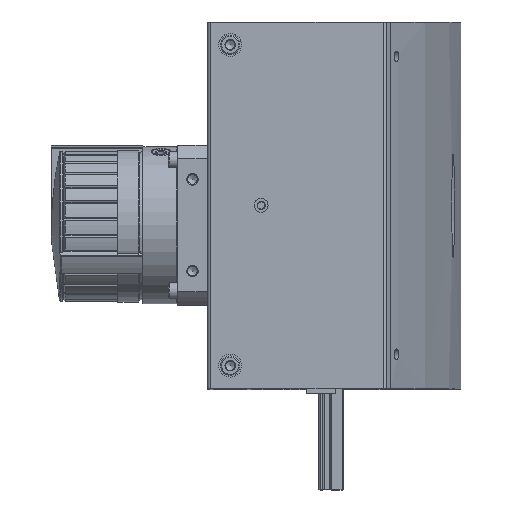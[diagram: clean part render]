
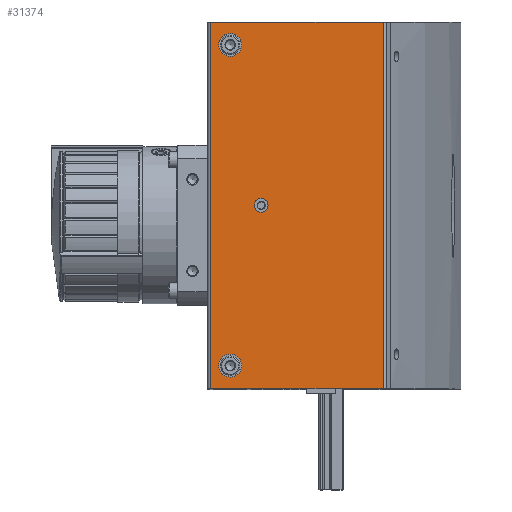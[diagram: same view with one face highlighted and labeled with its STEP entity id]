
A CAD part, top view. The second image highlights one B-rep face of the part: STEP entity #31374.
In plain terms, the highlighted face is planar.
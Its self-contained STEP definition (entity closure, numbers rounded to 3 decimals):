
#1668=PLANE('',#35282);
#3075=CIRCLE('',#35283,3.);
#3076=CIRCLE('',#35284,5.);
#3077=CIRCLE('',#35285,5.);
#11634=ORIENTED_EDGE('',*,*,#16056,.F.);
#11635=ORIENTED_EDGE('',*,*,#16057,.F.);
#11636=ORIENTED_EDGE('',*,*,#16058,.F.);
#11637=ORIENTED_EDGE('',*,*,#16059,.T.);
#11638=ORIENTED_EDGE('',*,*,#16060,.F.);
#11639=ORIENTED_EDGE('',*,*,#16061,.F.);
#11640=ORIENTED_EDGE('',*,*,#16054,.T.);
#16054=EDGE_CURVE('',#19096,#19095,#21497,.T.);
#16056=EDGE_CURVE('',#19097,#19097,#3075,.T.);
#16057=EDGE_CURVE('',#19098,#19098,#3076,.T.);
#16058=EDGE_CURVE('',#19099,#19099,#3077,.T.);
#16059=EDGE_CURVE('',#19095,#19100,#21498,.T.);
#16060=EDGE_CURVE('',#19101,#19100,#21499,.T.);
#16061=EDGE_CURVE('',#19096,#19101,#21500,.T.);
#19095=VERTEX_POINT('',#54837);
#19096=VERTEX_POINT('',#54839);
#19097=VERTEX_POINT('',#54843);
#19098=VERTEX_POINT('',#54845);
#19099=VERTEX_POINT('',#54847);
#19100=VERTEX_POINT('',#54849);
#19101=VERTEX_POINT('',#54851);
#21497=LINE('',#54838,#23861);
#21498=LINE('',#54848,#23862);
#21499=LINE('',#54850,#23863);
#21500=LINE('',#54852,#23864);
#23861=VECTOR('',#44199,1000.);
#23862=VECTOR('',#44210,1000.);
#23863=VECTOR('',#44211,1000.);
#23864=VECTOR('',#44212,1000.);
#26340=EDGE_LOOP('',(#11634));
#26341=EDGE_LOOP('',(#11635));
#26342=EDGE_LOOP('',(#11636));
#26343=EDGE_LOOP('',(#11637,#11638,#11639,#11640));
#28887=FACE_BOUND('',#26340,.T.);
#28888=FACE_BOUND('',#26341,.T.);
#28889=FACE_BOUND('',#26342,.T.);
#28890=FACE_BOUND('',#26343,.T.);
#31374=ADVANCED_FACE('',(#28887,#28888,#28889,#28890),#1668,.F.);
#35282=AXIS2_PLACEMENT_3D('',#54841,#44202,#44203);
#35283=AXIS2_PLACEMENT_3D('',#54842,#44204,#44205);
#35284=AXIS2_PLACEMENT_3D('',#54844,#44206,#44207);
#35285=AXIS2_PLACEMENT_3D('',#54846,#44208,#44209);
#44199=DIRECTION('',(0.,0.,-1.));
#44202=DIRECTION('',(0.,1.,0.));
#44203=DIRECTION('',(0.,0.,1.));
#44204=DIRECTION('',(0.,-1.,0.));
#44205=DIRECTION('',(0.,0.,-1.));
#44206=DIRECTION('',(0.,-1.,0.));
#44207=DIRECTION('',(0.,0.,-1.));
#44208=DIRECTION('',(0.,-1.,0.));
#44209=DIRECTION('',(0.,0.,-1.));
#44210=DIRECTION('',(1.,0.,0.));
#44211=DIRECTION('',(0.,0.,-1.));
#44212=DIRECTION('',(1.,0.,0.));
#54837=CARTESIAN_POINT('',(1.5,0.,-80.));
#54838=CARTESIAN_POINT('',(1.5,0.,80.));
#54839=CARTESIAN_POINT('',(1.5,0.,80.));
#54841=CARTESIAN_POINT('',(1.5,0.,80.));
#54842=CARTESIAN_POINT('',(23.5,0.,0.));
#54843=CARTESIAN_POINT('',(23.5,0.,-3.));
#54844=CARTESIAN_POINT('',(10.,0.,70.));
#54845=CARTESIAN_POINT('',(10.,0.,65.));
#54846=CARTESIAN_POINT('',(10.,0.,-70.));
#54847=CARTESIAN_POINT('',(10.,0.,-75.));
#54848=CARTESIAN_POINT('',(1.5,0.,-80.));
#54849=CARTESIAN_POINT('',(76.75,0.,-80.));
#54850=CARTESIAN_POINT('',(76.75,0.,80.));
#54851=CARTESIAN_POINT('',(76.75,0.,80.));
#54852=CARTESIAN_POINT('',(1.5,0.,80.));
